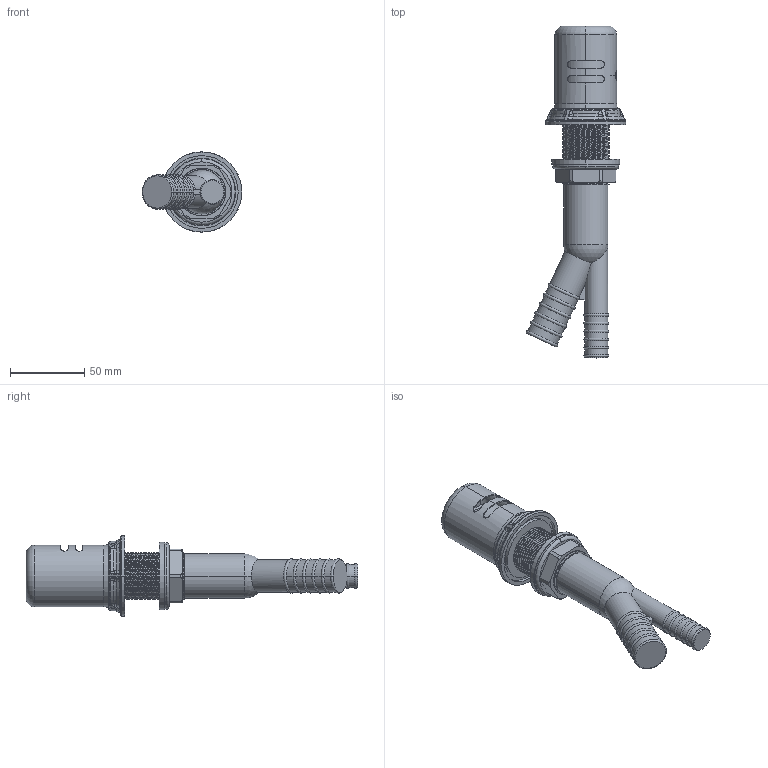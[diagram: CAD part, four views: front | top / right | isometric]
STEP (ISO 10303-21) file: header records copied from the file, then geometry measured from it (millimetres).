
FILE_DESCRIPTION((''),'2;1');
FILE_NAME('3210-5711','2021-10-04T14:31:52',('rsmith'),(''),'CREO PARAMETRIC BY PTC INC, 2018400','CREO PARAMETRIC BY PTC INC, 2018400','');
FILE_SCHEMA(('AUTOMOTIVE_DESIGN { 1 0 10303 214 1 1 1 1 }'));
Length unit declared in the file: inch
Products named in the file (1): 3210-5711
Bounding box: 67.18 x 223.58 x 53.98 mm (x, y, z)
Volume: 165238.4 mm3; surface area: 52310.3 mm2
Topology: 2 solids, 2 shells, 429 faces, 1050 edges, 636 vertices
Faces by surface type: bspline 144, cylinder 138, plane 74, torus 57, cone 14, sphere 2
Entity records: 38899 total; most frequent: CARTESIAN_POINT 24554, ORIENTED_EDGE 2100, DIRECTION 1549, PRESENTATION_STYLE_ASSIGNMENT 1342, STYLED_ITEM 1132, CURVE_STYLE 1050, EDGE_CURVE 1050, AXIS2_PLACEMENT_3D 637
